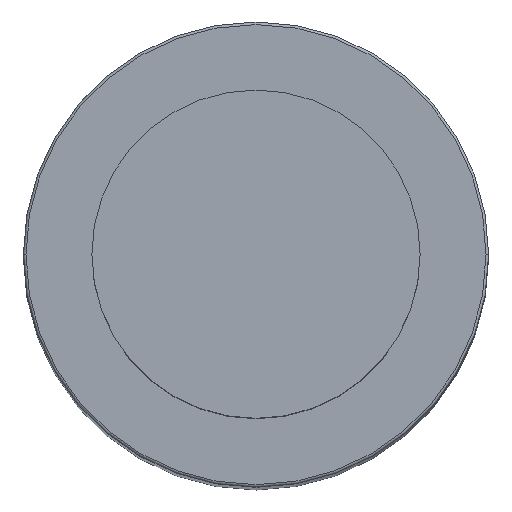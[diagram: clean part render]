
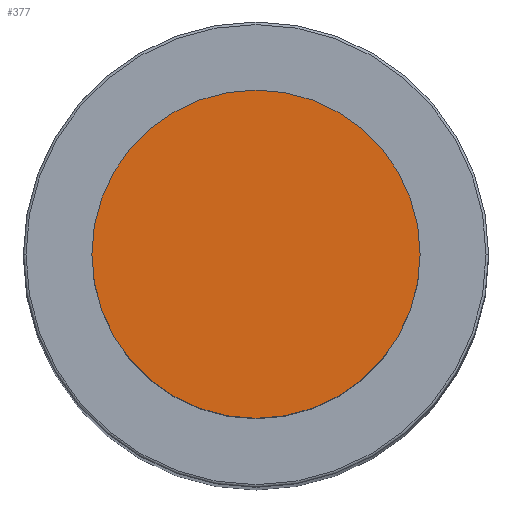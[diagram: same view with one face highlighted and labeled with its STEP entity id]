
A CAD part, top view. The second image highlights one B-rep face of the part: STEP entity #377.
In plain terms, the highlighted planar face has unit normal (0, 0, 1).
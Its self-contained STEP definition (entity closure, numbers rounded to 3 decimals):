
#134=CARTESIAN_POINT('',(0.,0.,70.));
#135=DIRECTION('',(0.,0.,1.));
#136=DIRECTION('',(1.,0.,0.));
#137=AXIS2_PLACEMENT_3D('',#134,#135,#136);
#139=CARTESIAN_POINT('',(0.,0.,70.));
#140=DIRECTION('',(0.,0.,1.));
#141=DIRECTION('',(-1.,0.,0.));
#142=AXIS2_PLACEMENT_3D('',#139,#140,#141);
#163=CARTESIAN_POINT('',(6.35,0.,70.));
#164=CARTESIAN_POINT('',(-6.35,0.,70.));
#165=VERTEX_POINT('',#163);
#166=VERTEX_POINT('',#164);
#368=CARTESIAN_POINT('',(0.,0.,70.));
#369=DIRECTION('',(0.,0.,1.));
#370=DIRECTION('',(1.,0.,0.));
#371=AXIS2_PLACEMENT_3D('',#368,#369,#370);
#372=PLANE('',#371);
#373=ORIENTED_EDGE('',*,*,#324,.F.);
#374=ORIENTED_EDGE('',*,*,#350,.F.);
#375=EDGE_LOOP('',(#373,#374));
#376=FACE_OUTER_BOUND('',#375,.F.);
#377=ADVANCED_FACE('',(#376),#372,.T.);
#138=CIRCLE('',#137,6.35);
#143=CIRCLE('',#142,6.35);
#324=EDGE_CURVE('',#165,#166,#138,.T.);
#350=EDGE_CURVE('',#166,#165,#143,.T.);
